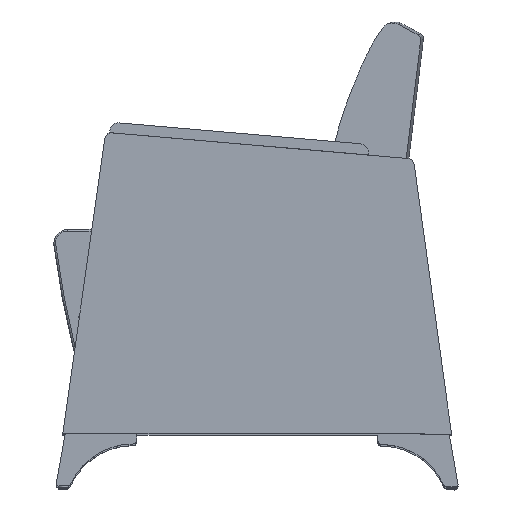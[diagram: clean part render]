
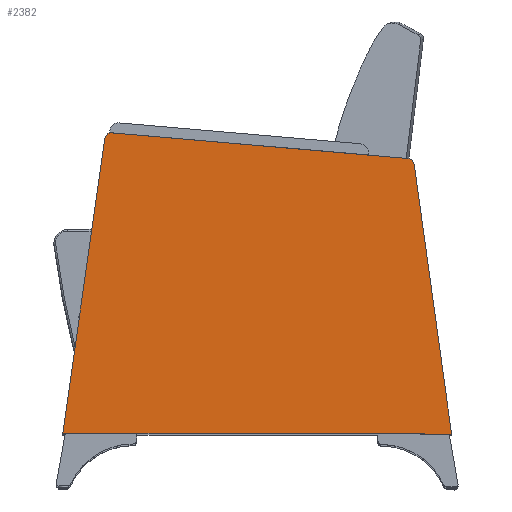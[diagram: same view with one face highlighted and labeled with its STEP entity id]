
A CAD part, top view. The second image highlights one B-rep face of the part: STEP entity #2382.
In plain terms, the highlighted planar face has unit normal (0, 0, 1).
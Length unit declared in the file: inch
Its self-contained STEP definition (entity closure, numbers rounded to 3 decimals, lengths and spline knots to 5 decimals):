
#269=PLANE('',#2598);
#318=FACE_OUTER_BOUND('',#475,.T.);
#475=EDGE_LOOP('',(#1651,#1652,#1653,#1654,#1655,#1656));
#659=LINE('',#3654,#789);
#662=LINE('',#3659,#792);
#663=LINE('',#3664,#793);
#664=LINE('',#3665,#794);
#789=VECTOR('',#2915,0.3937);
#792=VECTOR('',#2920,0.3937);
#793=VECTOR('',#2925,0.3937);
#794=VECTOR('',#2926,0.3937);
#913=CIRCLE('',#2592,0.5);
#916=CIRCLE('',#2599,0.5);
#1052=VERTEX_POINT('',#3634);
#1053=VERTEX_POINT('',#3635);
#1060=VERTEX_POINT('',#3653);
#1061=VERTEX_POINT('',#3657);
#1062=VERTEX_POINT('',#3661);
#1063=VERTEX_POINT('',#3663);
#1282=EDGE_CURVE('',#1052,#1053,#913,.T.);
#1291=EDGE_CURVE('',#1053,#1060,#659,.T.);
#1294=EDGE_CURVE('',#1052,#1061,#662,.T.);
#1295=EDGE_CURVE('',#1062,#1061,#916,.T.);
#1296=EDGE_CURVE('',#1063,#1062,#663,.T.);
#1297=EDGE_CURVE('',#1060,#1063,#664,.T.);
#1651=ORIENTED_EDGE('',*,*,#1282,.F.);
#1652=ORIENTED_EDGE('',*,*,#1294,.T.);
#1653=ORIENTED_EDGE('',*,*,#1295,.F.);
#1654=ORIENTED_EDGE('',*,*,#1296,.F.);
#1655=ORIENTED_EDGE('',*,*,#1297,.F.);
#1656=ORIENTED_EDGE('',*,*,#1291,.F.);
#2382=ADVANCED_FACE('',(#318),#269,.T.);
#2592=AXIS2_PLACEMENT_3D('',#3636,#2899,#2900);
#2598=AXIS2_PLACEMENT_3D('',#3660,#2921,#2922);
#2599=AXIS2_PLACEMENT_3D('',#3662,#2923,#2924);
#2899=DIRECTION('center_axis',(0.,0.,-1.));
#2900=DIRECTION('ref_axis',(0.687,0.726,0.));
#2915=DIRECTION('',(0.139,-0.99,0.));
#2920=DIRECTION('',(-0.996,0.084,0.));
#2921=DIRECTION('center_axis',(0.,0.,1.));
#2922=DIRECTION('ref_axis',(1.,0.,0.));
#2923=DIRECTION('center_axis',(0.,0.,-1.));
#2924=DIRECTION('ref_axis',(-0.656,0.755,0.));
#2925=DIRECTION('',(0.139,0.99,0.));
#2926=DIRECTION('',(-1.,0.,0.));
#3634=CARTESIAN_POINT('',(9.12104,20.07558,2.75));
#3635=CARTESIAN_POINT('',(9.57405,19.64695,2.75));
#3636=CARTESIAN_POINT('Origin',(9.07891,19.57736,2.75));
#3653=CARTESIAN_POINT('',(12.28079,0.38751,2.75));
#3654=CARTESIAN_POINT('',(9.25916,21.88751,2.75));
#3657=CARTESIAN_POINT('',(-12.15771,21.87479,2.75));
#3659=CARTESIAN_POINT('',(-6.44152,21.39147,2.75));
#3660=CARTESIAN_POINT('Origin',(-1.61059,10.43854,2.75));
#3661=CARTESIAN_POINT('',(-12.54082,21.45709,2.75));
#3662=CARTESIAN_POINT('Origin',(-12.04569,21.38751,2.75));
#3663=CARTESIAN_POINT('',(-15.50196,0.38751,2.75));
#3664=CARTESIAN_POINT('',(-15.50196,0.38751,2.75));
#3665=CARTESIAN_POINT('',(12.28079,0.38751,2.75));
